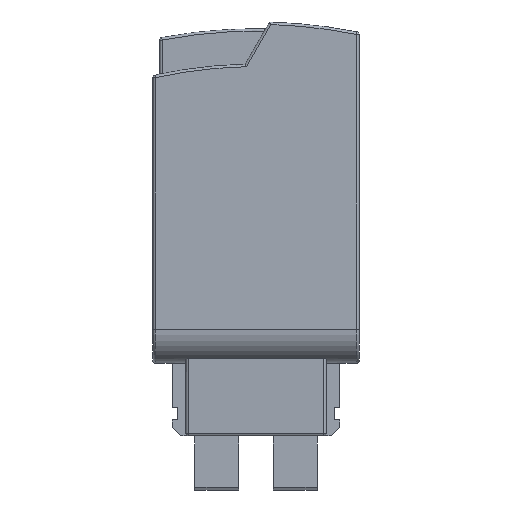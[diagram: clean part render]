
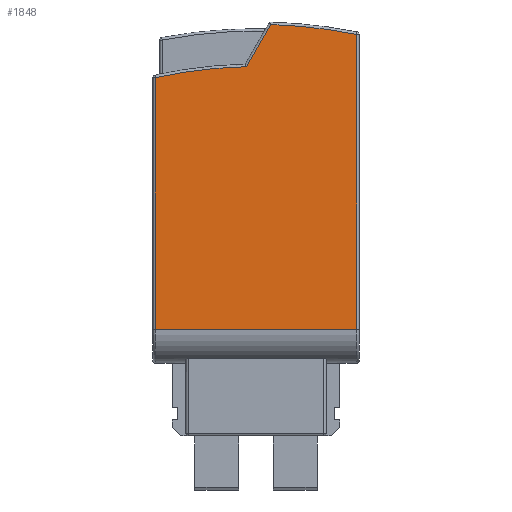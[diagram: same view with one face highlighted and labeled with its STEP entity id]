
A CAD part, top view. The second image highlights one B-rep face of the part: STEP entity #1848.
In plain terms, the highlighted planar face has unit normal (0, 0, 1).
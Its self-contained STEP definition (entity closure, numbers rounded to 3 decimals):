
#53 = VERTEX_POINT ( 'NONE', #1327 ) ;
#106 = DIRECTION ( 'NONE',  ( -1., 0., 0. ) ) ;
#339 = ORIENTED_EDGE ( 'NONE', *, *, #3391, .T. ) ;
#395 = DIRECTION ( 'NONE',  ( 0., 0., -1. ) ) ;
#434 = EDGE_CURVE ( 'NONE', #1604, #2922, #2076, .T. ) ;
#436 = CARTESIAN_POINT ( 'NONE',  ( 11.9, -11., 4.1 ) ) ;
#486 = LINE ( 'NONE', #2878, #1316 ) ;
#652 = DIRECTION ( 'NONE',  ( 0., 0., 1. ) ) ;
#662 = DIRECTION ( 'NONE',  ( -0.5, -0.866, 0. ) ) ;
#707 = DIRECTION ( 'NONE',  ( 1., 0., 0. ) ) ;
#765 = VECTOR ( 'NONE', #662, 1000. ) ;
#988 = PLANE ( 'NONE',  #1471 ) ;
#1061 = CARTESIAN_POINT ( 'NONE',  ( 11.9, 12.6, 4.1 ) ) ;
#1260 = CARTESIAN_POINT ( 'NONE',  ( -24.524, 3.159, 4.1 ) ) ;
#1316 = VECTOR ( 'NONE', #707, 1000. ) ;
#1327 = CARTESIAN_POINT ( 'NONE',  ( 1.754, 48.674, 4.1 ) ) ;
#1458 = ORIENTED_EDGE ( 'NONE', *, *, #2712, .T. ) ;
#1471 = AXIS2_PLACEMENT_3D ( 'NONE', #2257, #395, #2562 ) ;
#1492 = DIRECTION ( 'NONE',  ( 0., -1., 0. ) ) ;
#1589 = LINE ( 'NONE', #1260, #765 ) ;
#1604 = VERTEX_POINT ( 'NONE', #1061 ) ;
#1616 = FACE_OUTER_BOUND ( 'NONE', #4023, .T. ) ;
#1686 = AXIS2_PLACEMENT_3D ( 'NONE', #3815, #1975, #106 ) ;
#1717 = VECTOR ( 'NONE', #1492, 1000. ) ;
#1840 = VERTEX_POINT ( 'NONE', #2862 ) ;
#1848 = ADVANCED_FACE ( 'NONE', ( #1616 ), #988, .F. ) ;
#1861 = EDGE_CURVE ( 'NONE', #3774, #1604, #486, .T. ) ;
#1875 = ORIENTED_EDGE ( 'NONE', *, *, #1942, .T. ) ;
#1942 = EDGE_CURVE ( 'NONE', #2922, #53, #3581, .T. ) ;
#1975 = DIRECTION ( 'NONE',  ( 0., 0., 1. ) ) ;
#2076 = LINE ( 'NONE', #436, #3710 ) ;
#2131 = ORIENTED_EDGE ( 'NONE', *, *, #434, .T. ) ;
#2257 = CARTESIAN_POINT ( 'NONE',  ( 0., -11., 4.1 ) ) ;
#2367 = ORIENTED_EDGE ( 'NONE', *, *, #1861, .T. ) ;
#2478 = CIRCLE ( 'NONE', #3734, 54.7 ) ;
#2511 = CARTESIAN_POINT ( 'NONE',  ( 0., -11., 4.1 ) ) ;
#2534 = LINE ( 'NONE', #3351, #1717 ) ;
#2562 = DIRECTION ( 'NONE',  ( -1., 0., 0. ) ) ;
#2593 = DIRECTION ( 'NONE',  ( 0., 1., 0. ) ) ;
#2712 = EDGE_CURVE ( 'NONE', #53, #1840, #1589, .T. ) ;
#2825 = DIRECTION ( 'NONE',  ( -1., 0., 0. ) ) ;
#2862 = CARTESIAN_POINT ( 'NONE',  ( -1.125, 43.688, 4.1 ) ) ;
#2878 = CARTESIAN_POINT ( 'NONE',  ( 0., 12.6, 4.1 ) ) ;
#2922 = VERTEX_POINT ( 'NONE', #3537 ) ;
#2950 = ORIENTED_EDGE ( 'NONE', *, *, #3591, .T. ) ;
#3351 = CARTESIAN_POINT ( 'NONE',  ( -11.9, -11., 4.1 ) ) ;
#3391 = EDGE_CURVE ( 'NONE', #3869, #3774, #2534, .T. ) ;
#3537 = CARTESIAN_POINT ( 'NONE',  ( 11.9, 47.502, 4.1 ) ) ;
#3538 = CARTESIAN_POINT ( 'NONE',  ( -11.9, 12.6, 4.1 ) ) ;
#3558 = CARTESIAN_POINT ( 'NONE',  ( -11.9, 42.39, 4.1 ) ) ;
#3581 = CIRCLE ( 'NONE', #1686, 59.7 ) ;
#3591 = EDGE_CURVE ( 'NONE', #1840, #3869, #2478, .T. ) ;
#3710 = VECTOR ( 'NONE', #2593, 1000. ) ;
#3734 = AXIS2_PLACEMENT_3D ( 'NONE', #2511, #652, #2825 ) ;
#3774 = VERTEX_POINT ( 'NONE', #3538 ) ;
#3815 = CARTESIAN_POINT ( 'NONE',  ( 0., -11., 4.1 ) ) ;
#3869 = VERTEX_POINT ( 'NONE', #3558 ) ;
#4023 = EDGE_LOOP ( 'NONE', ( #2367, #2131, #1875, #1458, #2950, #339 ) ) ;
